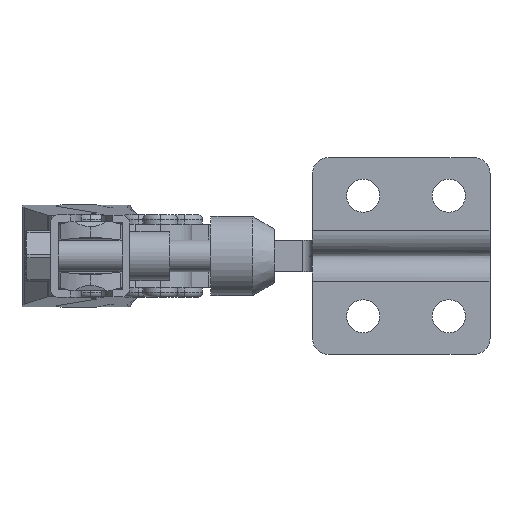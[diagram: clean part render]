
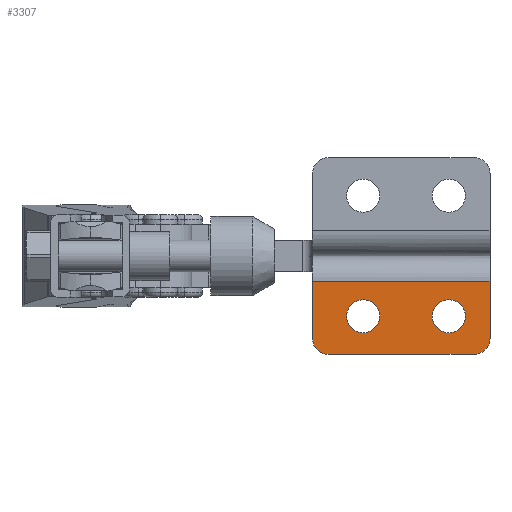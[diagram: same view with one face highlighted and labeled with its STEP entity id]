
A CAD part, left-side view. The second image highlights one B-rep face of the part: STEP entity #3307.
In plain terms, the highlighted planar face has unit normal (-1, 0, 0).
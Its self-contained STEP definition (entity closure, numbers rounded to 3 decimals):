
#10 = DIRECTION ( 'NONE',  ( 1., 0., 0. ) ) ;
#139 = DIRECTION ( 'NONE',  ( 0., 0., 1. ) ) ;
#408 = ORIENTED_EDGE ( 'NONE', *, *, #4008, .F. ) ;
#485 = FACE_OUTER_BOUND ( 'NONE', #8927, .T. ) ;
#489 = EDGE_CURVE ( 'NONE', #1705, #9764, #2585, .T. ) ;
#620 = DIRECTION ( 'NONE',  ( 1., 0., 0. ) ) ;
#766 = CARTESIAN_POINT ( 'NONE',  ( -9.5, -45.5, -6.9 ) ) ;
#767 = VERTEX_POINT ( 'NONE', #7676 ) ;
#771 = DIRECTION ( 'NONE',  ( 0., 0., 1. ) ) ;
#825 = CARTESIAN_POINT ( 'NONE',  ( -9.5, -24., 15.5 ) ) ;
#987 = DIRECTION ( 'NONE',  ( 1., 0., 0. ) ) ;
#1272 = VERTEX_POINT ( 'NONE', #9588 ) ;
#1380 = CARTESIAN_POINT ( 'NONE',  ( -9.5, -52., -13. ) ) ;
#1414 = CIRCLE ( 'NONE', #10136, 2.6 ) ;
#1464 = FACE_BOUND ( 'NONE', #3942, .T. ) ;
#1522 = CARTESIAN_POINT ( 'NONE',  ( -9.5, -45.5, -9.5 ) ) ;
#1619 = VECTOR ( 'NONE', #4084, 1000. ) ;
#1705 = VERTEX_POINT ( 'NONE', #4748 ) ;
#2090 = DIRECTION ( 'NONE',  ( 0., 0., 1. ) ) ;
#2112 = VECTOR ( 'NONE', #2748, 1000. ) ;
#2171 = DIRECTION ( 'NONE',  ( 0., 0., 1. ) ) ;
#2227 = ORIENTED_EDGE ( 'NONE', *, *, #9958, .F. ) ;
#2289 = AXIS2_PLACEMENT_3D ( 'NONE', #9913, #10, #2555 ) ;
#2364 = CARTESIAN_POINT ( 'NONE',  ( -9.5, -49.5, -15.5 ) ) ;
#2383 = CIRCLE ( 'NONE', #3073, 2.5 ) ;
#2414 = LINE ( 'NONE', #825, #1619 ) ;
#2555 = DIRECTION ( 'NONE',  ( 0., 0., 1. ) ) ;
#2585 = CIRCLE ( 'NONE', #10300, 2.6 ) ;
#2748 = DIRECTION ( 'NONE',  ( 0., -1., 0. ) ) ;
#2806 = DIRECTION ( 'NONE',  ( 0., 0., 1. ) ) ;
#2939 = PLANE ( 'NONE',  #6239 ) ;
#3004 = CARTESIAN_POINT ( 'NONE',  ( -9.5, -24., -13. ) ) ;
#3053 = FACE_BOUND ( 'NONE', #4725, .T. ) ;
#3073 = AXIS2_PLACEMENT_3D ( 'NONE', #8661, #6046, #2806 ) ;
#3093 = ORIENTED_EDGE ( 'NONE', *, *, #5185, .T. ) ;
#3117 = VERTEX_POINT ( 'NONE', #2364 ) ;
#3247 = EDGE_CURVE ( 'NONE', #767, #5190, #8470, .T. ) ;
#3307 = ADVANCED_FACE ( 'NONE', ( #485, #1464, #3053 ), #2939, .T. ) ;
#3465 = VERTEX_POINT ( 'NONE', #766 ) ;
#3515 = CARTESIAN_POINT ( 'NONE',  ( -9.5, -26.5, -13. ) ) ;
#3582 = ORIENTED_EDGE ( 'NONE', *, *, #489, .T. ) ;
#3789 = ORIENTED_EDGE ( 'NONE', *, *, #6845, .T. ) ;
#3942 = EDGE_LOOP ( 'NONE', ( #7002, #3582 ) ) ;
#4008 = EDGE_CURVE ( 'NONE', #4052, #3117, #2383, .T. ) ;
#4052 = VERTEX_POINT ( 'NONE', #1380 ) ;
#4084 = DIRECTION ( 'NONE',  ( 0., 0., -1. ) ) ;
#4235 = DIRECTION ( 'NONE',  ( 0., 0., 1. ) ) ;
#4606 = DIRECTION ( 'NONE',  ( -1., 0., 0. ) ) ;
#4674 = VECTOR ( 'NONE', #139, 1000. ) ;
#4725 = EDGE_LOOP ( 'NONE', ( #8809, #3093 ) ) ;
#4748 = CARTESIAN_POINT ( 'NONE',  ( -9.5, -32., -12.1 ) ) ;
#4804 = CARTESIAN_POINT ( 'NONE',  ( -9.5, -32., -9.5 ) ) ;
#4844 = DIRECTION ( 'NONE',  ( 1., 0., 0. ) ) ;
#5078 = VERTEX_POINT ( 'NONE', #3004 ) ;
#5148 = AXIS2_PLACEMENT_3D ( 'NONE', #3515, #6806, #9315 ) ;
#5165 = AXIS2_PLACEMENT_3D ( 'NONE', #1522, #4844, #771 ) ;
#5185 = EDGE_CURVE ( 'NONE', #1272, #3465, #9097, .T. ) ;
#5190 = VERTEX_POINT ( 'NONE', #6455 ) ;
#5367 = ORIENTED_EDGE ( 'NONE', *, *, #3247, .F. ) ;
#5399 = VERTEX_POINT ( 'NONE', #6212 ) ;
#5757 = EDGE_CURVE ( 'NONE', #9764, #1705, #1414, .T. ) ;
#5917 = DIRECTION ( 'NONE',  ( 0., -1., 0. ) ) ;
#5992 = CARTESIAN_POINT ( 'NONE',  ( -9.5, -44., -15.5 ) ) ;
#6046 = DIRECTION ( 'NONE',  ( 1., 0., 0. ) ) ;
#6095 = LINE ( 'NONE', #5992, #2112 ) ;
#6119 = CARTESIAN_POINT ( 'NONE',  ( -9.5, 110., -4. ) ) ;
#6212 = CARTESIAN_POINT ( 'NONE',  ( -9.5, -26.5, -15.5 ) ) ;
#6239 = AXIS2_PLACEMENT_3D ( 'NONE', #6119, #4606, #2090 ) ;
#6306 = EDGE_CURVE ( 'NONE', #4052, #5190, #9126, .T. ) ;
#6455 = CARTESIAN_POINT ( 'NONE',  ( -9.5, -52., -4. ) ) ;
#6679 = CARTESIAN_POINT ( 'NONE',  ( -9.5, -52., 15.5 ) ) ;
#6806 = DIRECTION ( 'NONE',  ( 1., 0., 0. ) ) ;
#6845 = EDGE_CURVE ( 'NONE', #767, #5078, #2414, .T. ) ;
#6922 = CIRCLE ( 'NONE', #2289, 2.6 ) ;
#6996 = CARTESIAN_POINT ( 'NONE',  ( -9.5, -32., -6.9 ) ) ;
#7002 = ORIENTED_EDGE ( 'NONE', *, *, #5757, .T. ) ;
#7116 = EDGE_CURVE ( 'NONE', #3465, #1272, #6922, .T. ) ;
#7373 = ORIENTED_EDGE ( 'NONE', *, *, #6306, .T. ) ;
#7514 = CARTESIAN_POINT ( 'NONE',  ( -9.5, 110., -4. ) ) ;
#7676 = CARTESIAN_POINT ( 'NONE',  ( -9.5, -24., -4. ) ) ;
#8467 = CARTESIAN_POINT ( 'NONE',  ( -9.5, -32., -9.5 ) ) ;
#8470 = LINE ( 'NONE', #7514, #10011 ) ;
#8661 = CARTESIAN_POINT ( 'NONE',  ( -9.5, -49.5, -13. ) ) ;
#8727 = EDGE_CURVE ( 'NONE', #5399, #3117, #6095, .T. ) ;
#8809 = ORIENTED_EDGE ( 'NONE', *, *, #7116, .T. ) ;
#8927 = EDGE_LOOP ( 'NONE', ( #2227, #10179, #408, #7373, #5367, #3789 ) ) ;
#9097 = CIRCLE ( 'NONE', #5165, 2.6 ) ;
#9126 = LINE ( 'NONE', #6679, #4674 ) ;
#9315 = DIRECTION ( 'NONE',  ( 0., 0., 1. ) ) ;
#9588 = CARTESIAN_POINT ( 'NONE',  ( -9.5, -45.5, -12.1 ) ) ;
#9764 = VERTEX_POINT ( 'NONE', #6996 ) ;
#9913 = CARTESIAN_POINT ( 'NONE',  ( -9.5, -45.5, -9.5 ) ) ;
#9958 = EDGE_CURVE ( 'NONE', #5399, #5078, #10275, .T. ) ;
#10011 = VECTOR ( 'NONE', #5917, 1000. ) ;
#10136 = AXIS2_PLACEMENT_3D ( 'NONE', #4804, #620, #2171 ) ;
#10179 = ORIENTED_EDGE ( 'NONE', *, *, #8727, .T. ) ;
#10275 = CIRCLE ( 'NONE', #5148, 2.5 ) ;
#10300 = AXIS2_PLACEMENT_3D ( 'NONE', #8467, #987, #4235 ) ;
